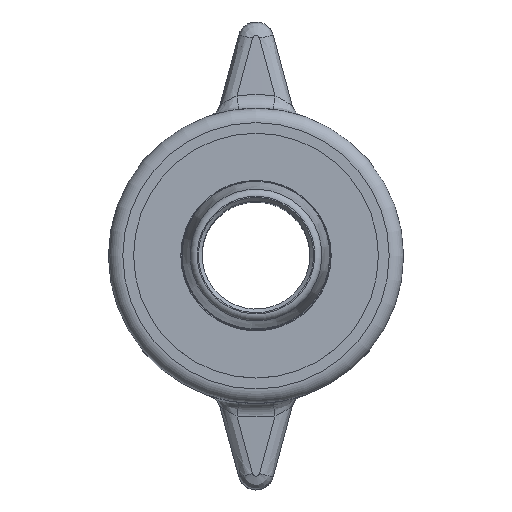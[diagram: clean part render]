
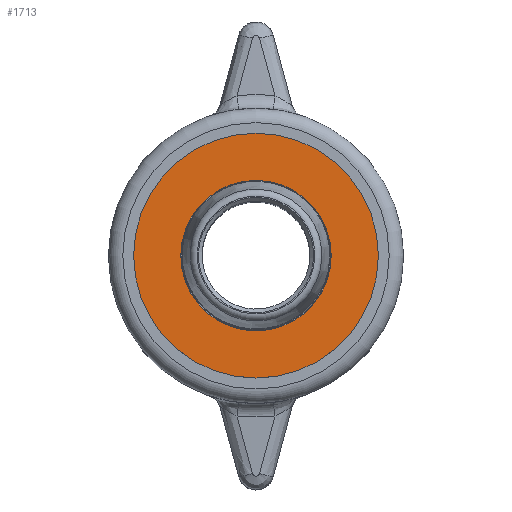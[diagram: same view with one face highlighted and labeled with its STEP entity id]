
A CAD part, top view. The second image highlights one B-rep face of the part: STEP entity #1713.
In plain terms, the highlighted planar face has unit normal (0, 0, 1).
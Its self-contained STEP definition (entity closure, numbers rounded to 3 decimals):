
#115=FACE_BOUND('',#459,.T.);
#138=PLANE('',#1971);
#341=FACE_OUTER_BOUND('',#458,.T.);
#458=EDGE_LOOP('',(#1500));
#459=EDGE_LOOP('',(#1501));
#614=CIRCLE('',#1965,10.45);
#617=CIRCLE('',#1969,17.);
#778=VERTEX_POINT('',#3671);
#781=VERTEX_POINT('',#3679);
#1016=EDGE_CURVE('',#778,#778,#614,.T.);
#1021=EDGE_CURVE('',#781,#781,#617,.T.);
#1500=ORIENTED_EDGE('',*,*,#1021,.T.);
#1501=ORIENTED_EDGE('',*,*,#1016,.T.);
#1713=ADVANCED_FACE('',(#341,#115),#138,.T.);
#1965=AXIS2_PLACEMENT_3D('',#3672,#2470,#2471);
#1969=AXIS2_PLACEMENT_3D('',#3681,#2480,#2481);
#1971=AXIS2_PLACEMENT_3D('',#3683,#2484,#2485);
#2470=DIRECTION('center_axis',(0.,0.,
-1.));
#2471=DIRECTION('ref_axis',(-1.,0.,0.));
#2480=DIRECTION('center_axis',(0.,0.,
1.));
#2481=DIRECTION('ref_axis',(-1.,0.,0.));
#2484=DIRECTION('center_axis',(0.,0.,
1.));
#2485=DIRECTION('ref_axis',(-1.,0.,0.));
#3671=CARTESIAN_POINT('',(10.45,0.,27.5));
#3672=CARTESIAN_POINT('Origin',(0.,0.,
27.5));
#3679=CARTESIAN_POINT('',(17.,0.,27.5));
#3681=CARTESIAN_POINT('Origin',(0.,0.,
27.5));
#3683=CARTESIAN_POINT('Origin',(0.,0.,
27.5));
